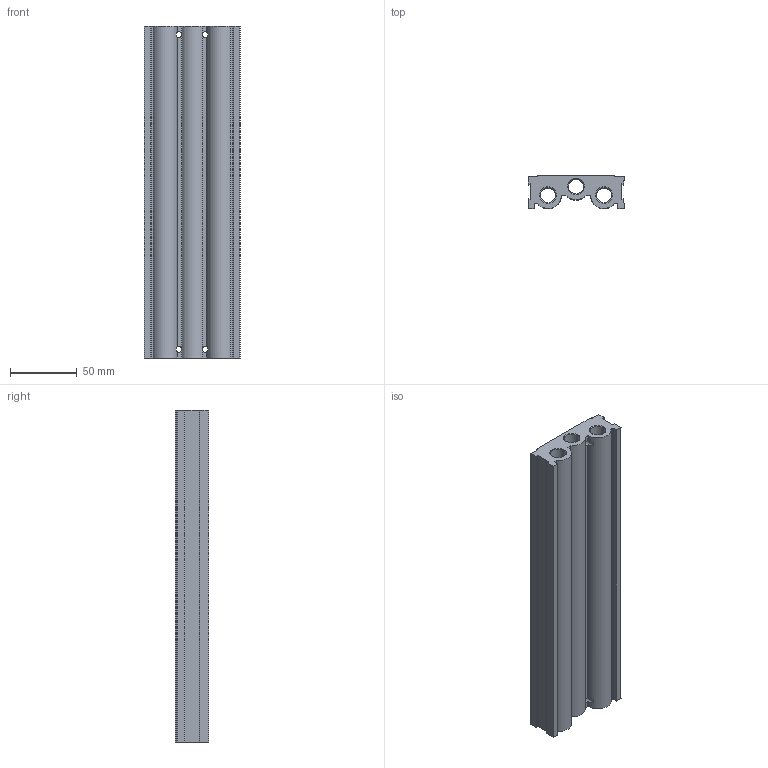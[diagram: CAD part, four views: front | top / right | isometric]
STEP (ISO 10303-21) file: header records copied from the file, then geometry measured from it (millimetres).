
FILE_DESCRIPTION (( 'STEP AP203' ), '1' );
FILE_NAME ('SCB41-D-12.STEP', '2016-05-09T07:55:04', ( '' ), ( '' ), 'SwSTEP 2.0', 'SolidWorks 2008', '' );
FILE_SCHEMA (( 'CONFIG_CONTROL_DESIGN' ));
Length unit declared in the file: millimetre
Products named in the file (1): SCB41-D-12
Bounding box: 72 x 25 x 249 mm (x, y, z)
Volume: 271976.4 mm3; surface area: 91242.3 mm2
Topology: 1 solids, 1 shells, 370 faces, 1032 edges, 660 vertices
Faces by surface type: cylinder 165, cone 132, plane 73
Entity records: 14927 total; most frequent: CARTESIAN_POINT 4887, DIRECTION 2212, ORIENTED_EDGE 2064, EDGE_CURVE 1032, AXIS2_PLACEMENT_3D 897, VERTEX_POINT 660, CIRCLE 526, EDGE_LOOP 452
